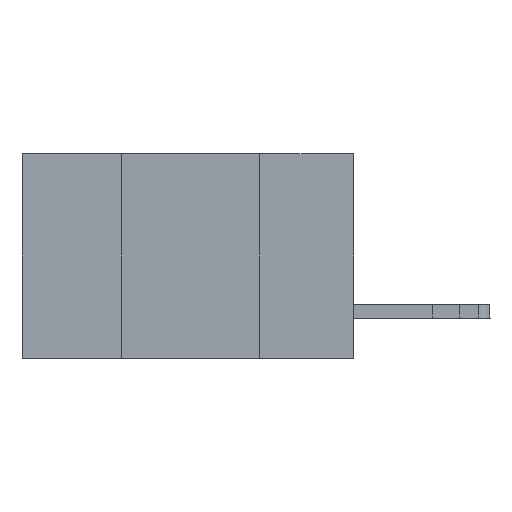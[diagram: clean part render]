
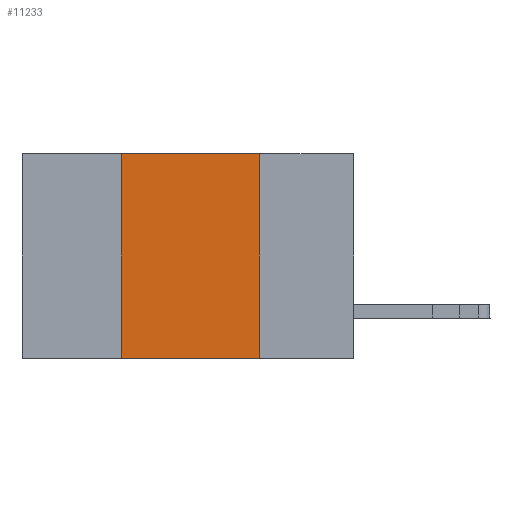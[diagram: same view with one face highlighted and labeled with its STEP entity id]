
A CAD part, left-side view. The second image highlights one B-rep face of the part: STEP entity #11233.
In plain terms, the highlighted planar face has unit normal (-1, 0, 0).
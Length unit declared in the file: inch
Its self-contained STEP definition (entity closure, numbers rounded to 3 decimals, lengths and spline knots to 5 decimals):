
#1181 = VERTEX_POINT ( 'NONE', #20954 ) ;
#1251 = VERTEX_POINT ( 'NONE', #22203 ) ;
#1660 = CARTESIAN_POINT ( 'NONE',  ( 0., 0.42, 0. ) ) ;
#2198 = DIRECTION ( 'NONE',  ( 0., 0., -1. ) ) ;
#2696 = VECTOR ( 'NONE', #10298, 39.37008 ) ;
#2812 = VECTOR ( 'NONE', #19158, 39.37008 ) ;
#3038 = EDGE_CURVE ( 'NONE', #22882, #21683, #17203, .T. ) ;
#6144 = ORIENTED_EDGE ( 'NONE', *, *, #3038, .F. ) ;
#6415 = DIRECTION ( 'NONE',  ( 0., 0., -1. ) ) ;
#6892 = CARTESIAN_POINT ( 'NONE',  ( 0., 0.17, 0. ) ) ;
#8131 = DIRECTION ( 'NONE',  ( 1., 0., 0. ) ) ;
#8142 = VECTOR ( 'NONE', #24915, 39.37008 ) ;
#8420 = EDGE_CURVE ( 'NONE', #1251, #1181, #19805, .T. ) ;
#9851 = ORIENTED_EDGE ( 'NONE', *, *, #8420, .T. ) ;
#10298 = DIRECTION ( 'NONE',  ( 0., -1., 0. ) ) ;
#11233 = ADVANCED_FACE ( 'NONE', ( #23309 ), #11894, .F. ) ;
#11422 = CARTESIAN_POINT ( 'NONE',  ( 0., 0.6, 0. ) ) ;
#11894 = PLANE ( 'NONE',  #24020 ) ;
#14596 = LINE ( 'NONE', #1660, #2812 ) ;
#15827 = CARTESIAN_POINT ( 'NONE',  ( 0., 0.6, -0.37 ) ) ;
#15965 = ORIENTED_EDGE ( 'NONE', *, *, #24700, .F. ) ;
#15991 = CARTESIAN_POINT ( 'NONE',  ( 0., 0.6, 0. ) ) ;
#16206 = LINE ( 'NONE', #18508, #22928 ) ;
#17203 = LINE ( 'NONE', #11422, #8142 ) ;
#18508 = CARTESIAN_POINT ( 'NONE',  ( 0., 0.17, 0. ) ) ;
#19158 = DIRECTION ( 'NONE',  ( 0., 0., 1. ) ) ;
#19805 = LINE ( 'NONE', #15827, #2696 ) ;
#20954 = CARTESIAN_POINT ( 'NONE',  ( 0., 0.17, -0.37 ) ) ;
#21573 = EDGE_LOOP ( 'NONE', ( #23759, #6144, #15965, #9851 ) ) ;
#21683 = VERTEX_POINT ( 'NONE', #6892 ) ;
#22203 = CARTESIAN_POINT ( 'NONE',  ( 0., 0.42, -0.37 ) ) ;
#22654 = CARTESIAN_POINT ( 'NONE',  ( 0., 0.42, 0. ) ) ;
#22882 = VERTEX_POINT ( 'NONE', #22654 ) ;
#22928 = VECTOR ( 'NONE', #6415, 39.37008 ) ;
#23309 = FACE_OUTER_BOUND ( 'NONE', #21573, .T. ) ;
#23720 = EDGE_CURVE ( 'NONE', #21683, #1181, #16206, .T. ) ;
#23759 = ORIENTED_EDGE ( 'NONE', *, *, #23720, .F. ) ;
#24020 = AXIS2_PLACEMENT_3D ( 'NONE', #15991, #8131, #2198 ) ;
#24700 = EDGE_CURVE ( 'NONE', #1251, #22882, #14596, .T. ) ;
#24915 = DIRECTION ( 'NONE',  ( 0., -1., 0. ) ) ;
